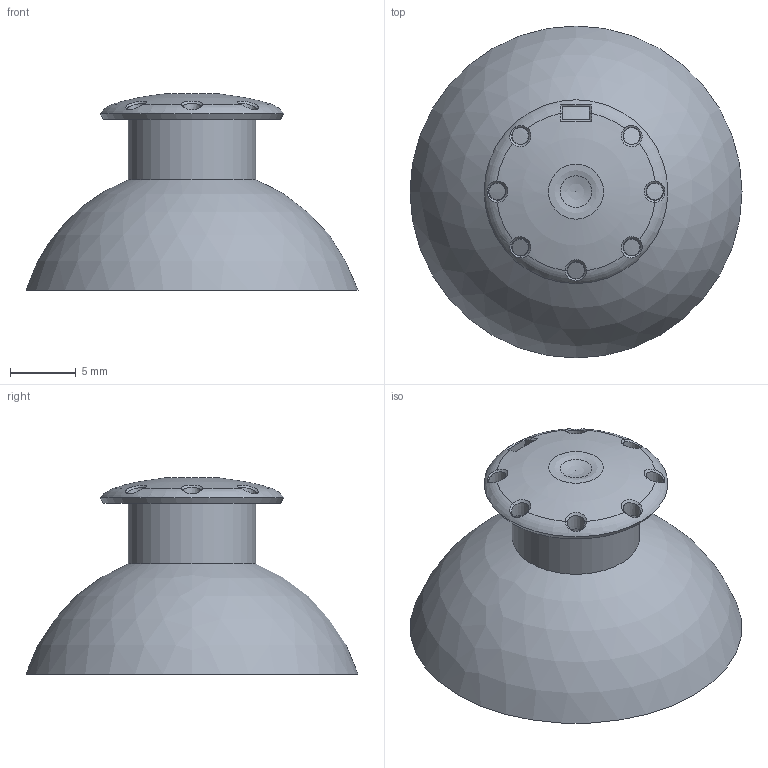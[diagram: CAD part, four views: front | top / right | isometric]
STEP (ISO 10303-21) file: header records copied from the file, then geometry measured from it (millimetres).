
FILE_DESCRIPTION(/* description */ (''),/* implementation_level */ '2;1');
FILE_NAME(/* name */ 'Main_Body.step',/* time_stamp */ '2024-09-04T16:07:59-07:00',/* author */ (''),/* organization */ (''),/* preprocessor_version */ 'ST-DEVELOPER v20',/* originating_system */ 'Autodesk Translation Framework v13.14.0.145',/* authorisation */ '');
FILE_SCHEMA (('AUTOMOTIVE_DESIGN { 1 0 10303 214 3 1 1 }'));
Length unit declared in the file: millimetre
Products named in the file (1): MainStickFull
Bounding box: 25.26 x 25.26 x 14.93 mm (x, y, z)
Volume: 1319.3 mm3; surface area: 2164.9 mm2
Topology: 1 solids, 1 shells, 80 faces, 231 edges, 148 vertices
Faces by surface type: plane 25, cone 24, bspline 18, torus 6, sphere 4, cylinder 3
Full cylindrical faces by diameter (mm): 9.7 x1
Entity records: 4677 total; most frequent: CARTESIAN_POINT 2679, ORIENTED_EDGE 460, DIRECTION 368, EDGE_CURVE 230, AXIS2_PLACEMENT_3D 165, VERTEX_POINT 148, EDGE_LOOP 92, CIRCLE 86
